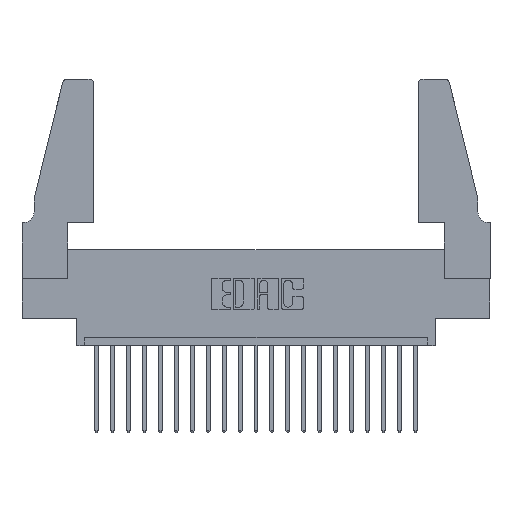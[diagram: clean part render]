
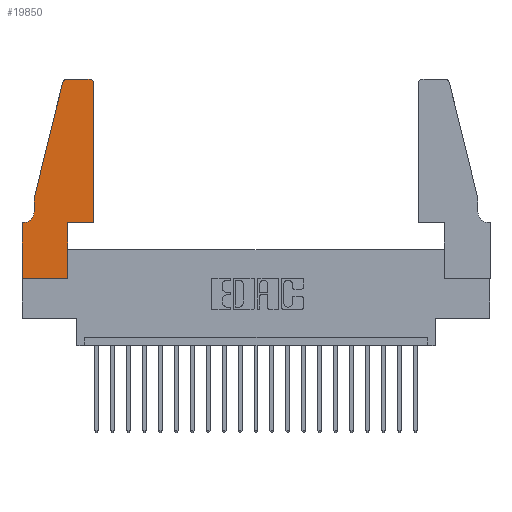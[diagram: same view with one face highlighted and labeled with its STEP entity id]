
A CAD part, top view. The second image highlights one B-rep face of the part: STEP entity #19850.
In plain terms, the highlighted planar face has unit normal (0, 0, 1).
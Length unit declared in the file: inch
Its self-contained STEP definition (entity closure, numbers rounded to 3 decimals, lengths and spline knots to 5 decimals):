
#687 = CARTESIAN_POINT ( 'NONE',  ( 0.4505, 0.35, 0.37 ) ) ;
#806 = ORIENTED_EDGE ( 'NONE', *, *, #17406, .T. ) ;
#948 = ORIENTED_EDGE ( 'NONE', *, *, #10267, .T. ) ;
#978 = DIRECTION ( 'NONE',  ( 0., 0., 1. ) ) ;
#2218 = CARTESIAN_POINT ( 'NONE',  ( 0.4205, 1.25, 0.37 ) ) ;
#2367 = DIRECTION ( 'NONE',  ( 1., 0., 0. ) ) ;
#2782 = VECTOR ( 'NONE', #12700, 39.37008 ) ;
#2807 = EDGE_CURVE ( 'NONE', #20660, #8655, #20919, .T. ) ;
#2830 = ORIENTED_EDGE ( 'NONE', *, *, #4086, .T. ) ;
#3067 = CARTESIAN_POINT ( 'NONE',  ( 0.0755, 0.5, 0.37 ) ) ;
#3121 = CARTESIAN_POINT ( 'NONE',  ( 0.0755, 0.5, 0.37 ) ) ;
#3234 = VECTOR ( 'NONE', #18366, 39.37008 ) ;
#3259 = DIRECTION ( 'NONE',  ( 0., 1., 0. ) ) ;
#3315 = CARTESIAN_POINT ( 'NONE',  ( 0.2865, 0.35, 0.37 ) ) ;
#3802 = LINE ( 'NONE', #8542, #17224 ) ;
#4007 = LINE ( 'NONE', #14096, #20706 ) ;
#4086 = EDGE_CURVE ( 'NONE', #17080, #18239, #16062, .T. ) ;
#4336 = ORIENTED_EDGE ( 'NONE', *, *, #8761, .T. ) ;
#4978 = DIRECTION ( 'NONE',  ( 1., 0., 0. ) ) ;
#5375 = DIRECTION ( 'NONE',  ( 1., 0., 0. ) ) ;
#5683 = CARTESIAN_POINT ( 'NONE',  ( 0.25487, 1.22718, 0.37 ) ) ;
#5791 = DIRECTION ( 'NONE',  ( 1., 0., 0. ) ) ;
#5794 = EDGE_CURVE ( 'NONE', #15645, #8428, #15491, .T. ) ;
#6150 = CARTESIAN_POINT ( 'NONE',  ( 0.4505, 0.35, 0.37 ) ) ;
#6191 = CARTESIAN_POINT ( 'NONE',  ( 0., 0., 0.37 ) ) ;
#6330 = CARTESIAN_POINT ( 'NONE',  ( 0.2865, 0., 0.37 ) ) ;
#6475 = VECTOR ( 'NONE', #7719, 39.37008 ) ;
#6481 = CARTESIAN_POINT ( 'NONE',  ( 0.0755, 0.5, 0.37 ) ) ;
#6526 = LINE ( 'NONE', #6150, #2782 ) ;
#6773 = DIRECTION ( 'NONE',  ( 0., 0., -1. ) ) ;
#6865 = DIRECTION ( 'NONE',  ( 0., 0., 1. ) ) ;
#7305 = CARTESIAN_POINT ( 'NONE',  ( 0.4505, 1.22, 0.37 ) ) ;
#7613 = EDGE_CURVE ( 'NONE', #18603, #14973, #4007, .T. ) ;
#7719 = DIRECTION ( 'NONE',  ( 0., -1., 0. ) ) ;
#7814 = VECTOR ( 'NONE', #5375, 39.37008 ) ;
#7852 = DIRECTION ( 'NONE',  ( 1., 0., 0. ) ) ;
#8094 = VECTOR ( 'NONE', #14730, 39.37008 ) ;
#8428 = VERTEX_POINT ( 'NONE', #3315 ) ;
#8542 = CARTESIAN_POINT ( 'NONE',  ( 0.0755, 0.35, 0.37 ) ) ;
#8655 = VERTEX_POINT ( 'NONE', #5683 ) ;
#8761 = EDGE_CURVE ( 'NONE', #14973, #15645, #15999, .T. ) ;
#8846 = DIRECTION ( 'NONE',  ( 0., 0., 1. ) ) ;
#9169 = AXIS2_PLACEMENT_3D ( 'NONE', #15382, #8846, #2367 ) ;
#9437 = EDGE_CURVE ( 'NONE', #13418, #18603, #3802, .T. ) ;
#9632 = CARTESIAN_POINT ( 'NONE',  ( 0.0755, 0.42, 0.37 ) ) ;
#10267 = EDGE_CURVE ( 'NONE', #15414, #17080, #6526, .T. ) ;
#10378 = ORIENTED_EDGE ( 'NONE', *, *, #5794, .T. ) ;
#11163 = VECTOR ( 'NONE', #3259, 39.37008 ) ;
#11551 = DIRECTION ( 'NONE',  ( -1., 0., 0. ) ) ;
#11586 = EDGE_CURVE ( 'NONE', #17212, #17591, #15373, .T. ) ;
#12019 = DIRECTION ( 'NONE',  ( -1., 0., 0. ) ) ;
#12048 = CARTESIAN_POINT ( 'NONE',  ( 0.4505, 0.35, 0.37 ) ) ;
#12226 = ORIENTED_EDGE ( 'NONE', *, *, #16774, .T. ) ;
#12394 = ORIENTED_EDGE ( 'NONE', *, *, #9437, .T. ) ;
#12700 = DIRECTION ( 'NONE',  ( 0., 1., 0. ) ) ;
#12794 = ORIENTED_EDGE ( 'NONE', *, *, #17835, .T. ) ;
#12856 = CARTESIAN_POINT ( 'NONE',  ( 0.284, 1.25, 0.37 ) ) ;
#13134 = CARTESIAN_POINT ( 'NONE',  ( 0., 0.35, 0.37 ) ) ;
#13418 = VERTEX_POINT ( 'NONE', #17770 ) ;
#13481 = CARTESIAN_POINT ( 'NONE',  ( 0.2605, 1.25, 0.37 ) ) ;
#13678 = LINE ( 'NONE', #6481, #8094 ) ;
#14096 = CARTESIAN_POINT ( 'NONE',  ( 0., 0., 0.37 ) ) ;
#14124 = CIRCLE ( 'NONE', #19461, 0.07 ) ;
#14265 = ORIENTED_EDGE ( 'NONE', *, *, #18378, .T. ) ;
#14287 = ORIENTED_EDGE ( 'NONE', *, *, #2807, .T. ) ;
#14707 = ORIENTED_EDGE ( 'NONE', *, *, #11586, .T. ) ;
#14730 = DIRECTION ( 'NONE',  ( -0.239, -0.971, 0. ) ) ;
#14773 = PLANE ( 'NONE',  #19620 ) ;
#14798 = CARTESIAN_POINT ( 'NONE',  ( 0., 0.35, 0.37 ) ) ;
#14891 = EDGE_LOOP ( 'NONE', ( #14265, #14287, #12226, #14707, #12794, #12394, #19487, #4336, #10378, #806, #948, #2830 ) ) ;
#14973 = VERTEX_POINT ( 'NONE', #18544 ) ;
#15373 = LINE ( 'NONE', #3067, #6475 ) ;
#15382 = CARTESIAN_POINT ( 'NONE',  ( 0.4205, 1.22, 0.37 ) ) ;
#15414 = VERTEX_POINT ( 'NONE', #12048 ) ;
#15491 = LINE ( 'NONE', #16049, #11163 ) ;
#15645 = VERTEX_POINT ( 'NONE', #6330 ) ;
#15999 = LINE ( 'NONE', #6191, #18293 ) ;
#16049 = CARTESIAN_POINT ( 'NONE',  ( 0.2865, 0.35, 0.37 ) ) ;
#16062 = CIRCLE ( 'NONE', #9169, 0.03 ) ;
#16532 = CARTESIAN_POINT ( 'NONE',  ( 0.0055, 0.42, 0.37 ) ) ;
#16774 = EDGE_CURVE ( 'NONE', #8655, #17212, #13678, .T. ) ;
#17080 = VERTEX_POINT ( 'NONE', #7305 ) ;
#17151 = LINE ( 'NONE', #13481, #3234 ) ;
#17212 = VERTEX_POINT ( 'NONE', #3121 ) ;
#17224 = VECTOR ( 'NONE', #12019, 39.37008 ) ;
#17406 = EDGE_CURVE ( 'NONE', #8428, #15414, #20211, .T. ) ;
#17578 = FACE_OUTER_BOUND ( 'NONE', #14891, .T. ) ;
#17591 = VERTEX_POINT ( 'NONE', #9632 ) ;
#17770 = CARTESIAN_POINT ( 'NONE',  ( 0.0055, 0.35, 0.37 ) ) ;
#17835 = EDGE_CURVE ( 'NONE', #17591, #13418, #14124, .T. ) ;
#18239 = VERTEX_POINT ( 'NONE', #2218 ) ;
#18293 = VECTOR ( 'NONE', #7852, 39.37008 ) ;
#18366 = DIRECTION ( 'NONE',  ( -1., 0., 0. ) ) ;
#18378 = EDGE_CURVE ( 'NONE', #18239, #20660, #17151, .T. ) ;
#18544 = CARTESIAN_POINT ( 'NONE',  ( 0., 0., 0.37 ) ) ;
#18603 = VERTEX_POINT ( 'NONE', #14798 ) ;
#18706 = CARTESIAN_POINT ( 'NONE',  ( 0.284, 1.22, 0.37 ) ) ;
#18921 = AXIS2_PLACEMENT_3D ( 'NONE', #18706, #978, #5791 ) ;
#19088 = DIRECTION ( 'NONE',  ( 0., -1., 0. ) ) ;
#19461 = AXIS2_PLACEMENT_3D ( 'NONE', #16532, #6773, #11551 ) ;
#19487 = ORIENTED_EDGE ( 'NONE', *, *, #7613, .T. ) ;
#19620 = AXIS2_PLACEMENT_3D ( 'NONE', #13134, #6865, #4978 ) ;
#19850 = ADVANCED_FACE ( 'NONE', ( #17578 ), #14773, .T. ) ;
#20211 = LINE ( 'NONE', #687, #7814 ) ;
#20660 = VERTEX_POINT ( 'NONE', #12856 ) ;
#20706 = VECTOR ( 'NONE', #19088, 39.37008 ) ;
#20919 = CIRCLE ( 'NONE', #18921, 0.03 ) ;
